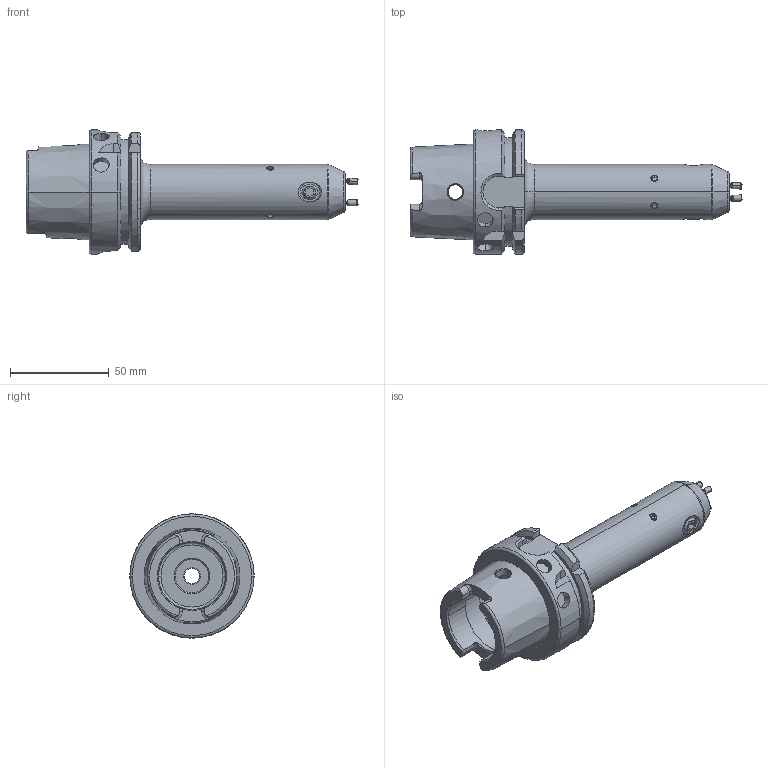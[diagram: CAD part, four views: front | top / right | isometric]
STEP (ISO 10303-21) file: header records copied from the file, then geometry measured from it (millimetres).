
FILE_DESCRIPTION (( 'STEP AP203' ), '1' );
FILE_NAME ('FWA063H-EKH08130.STEP', '2024-01-06T05:19:55', ( '' ), ( '' ), 'SwSTEP 2.0', 'SolidWorks 2023', '' );
FILE_SCHEMA (( 'CONFIG_CONTROL_DESIGN' ));
Length unit declared in the file: millimetre
Products named in the file (6): GS-M3X5; GS-M8X10-DIN1835-B; HSKA63EK08130WW; FWA063H-EKH08130; GS-M4X4_DIN 913 - M4 x 4-N
Assembly tree (11 placements, depth 3):
  FWA063H-EKH08130
    HSKA63EK08130WW
      HSKA63EK08130WW
      GS-M8X10-DIN1835-B
      GS-M4X4_DIN 913 - M4 x 4-N  x4
      GS-M3X5  x4
Bounding box: 168.44 x 63 x 63 mm (x, y, z)
Volume: 137368.7 mm3; surface area: 36346.2 mm2
Topology: 10 solids, 10 shells, 494 faces, 1239 edges, 769 vertices
Faces by surface type: cone 175, plane 153, cylinder 121, torus 29, bspline 14, sphere 2
Entity records: 11737 total; most frequent: CARTESIAN_POINT 4136, ORIENTED_EDGE 1450, DIRECTION 1408, EDGE_CURVE 725, AXIS2_PLACEMENT_3D 559, VERTEX_POINT 454, EDGE_LOOP 319, LINE 290
